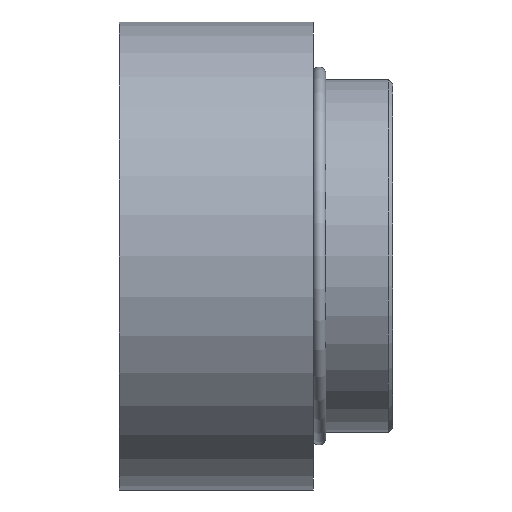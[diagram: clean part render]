
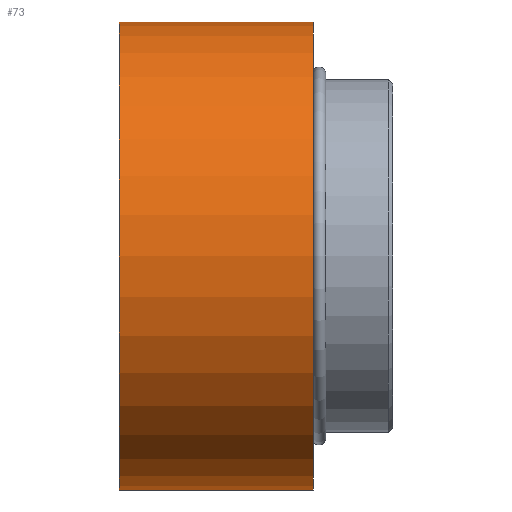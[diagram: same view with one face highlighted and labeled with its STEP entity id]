
A CAD part, left-side view. The second image highlights one B-rep face of the part: STEP entity #73.
In plain terms, the highlighted cylindrical face has radius 26.5 mm (diameter 53 mm), a partial arc.
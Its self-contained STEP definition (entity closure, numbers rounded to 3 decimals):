
#4 = CIRCLE ( 'NONE', #622, 26.5 ) ;
#14 = CIRCLE ( 'NONE', #623, 26.5 ) ;
#23 = EDGE_CURVE ( 'NONE', #131, #134, #361, .T. ) ;
#31 = EDGE_CURVE ( 'NONE', #132, #133, #386, .T. ) ;
#39 = EDGE_CURVE ( 'NONE', #133, #134, #14, .T. ) ;
#51 = EDGE_CURVE ( 'NONE', #132, #131, #4, .T. ) ;
#73 = ADVANCED_FACE ( 'NONE', ( #573 ), #574, .T. ) ;
#131 = VERTEX_POINT ( 'NONE', #230 ) ;
#132 = VERTEX_POINT ( 'NONE', #231 ) ;
#133 = VERTEX_POINT ( 'NONE', #232 ) ;
#134 = VERTEX_POINT ( 'NONE', #233 ) ;
#149 = ORIENTED_EDGE ( 'NONE', *, *, #39, .F. ) ;
#154 = ORIENTED_EDGE ( 'NONE', *, *, #31, .F. ) ;
#155 = ORIENTED_EDGE ( 'NONE', *, *, #51, .T. ) ;
#156 = ORIENTED_EDGE ( 'NONE', *, *, #23, .T. ) ;
#177 = CARTESIAN_POINT ( 'NONE',  ( 0., -10.273, 0. ) ) ;
#178 = DIRECTION ( 'NONE',  ( 0., -1., 0. ) ) ;
#179 = DIRECTION ( 'NONE',  ( 0., 0., -1. ) ) ;
#230 = CARTESIAN_POINT ( 'NONE',  ( 0., 18., -26.5 ) ) ;
#231 = CARTESIAN_POINT ( 'NONE',  ( 0., 18., 26.5 ) ) ;
#232 = CARTESIAN_POINT ( 'NONE',  ( 0., -4., 26.5 ) ) ;
#233 = CARTESIAN_POINT ( 'NONE',  ( 0., -4., -26.5 ) ) ;
#317 = EDGE_LOOP ( 'NONE', ( #154, #155, #156, #149 ) ) ;
#361 = LINE ( 'NONE', #362, #639 ) ;
#362 = CARTESIAN_POINT ( 'NONE',  ( 0., -10.273, -26.5 ) ) ;
#363 = DIRECTION ( 'NONE',  ( 0., -1., 0. ) ) ;
#386 = LINE ( 'NONE', #387, #636 ) ;
#387 = CARTESIAN_POINT ( 'NONE',  ( 0., -10.273, 26.5 ) ) ;
#388 = DIRECTION ( 'NONE',  ( 0., -1., 0. ) ) ;
#409 = CARTESIAN_POINT ( 'NONE',  ( 0., -4., 0. ) ) ;
#410 = DIRECTION ( 'NONE',  ( 0., -1., 0. ) ) ;
#411 = DIRECTION ( 'NONE',  ( 0., 0., -1. ) ) ;
#445 = CARTESIAN_POINT ( 'NONE',  ( 0., 18., 0. ) ) ;
#446 = DIRECTION ( 'NONE',  ( 0., -1., 0. ) ) ;
#447 = DIRECTION ( 'NONE',  ( 0., 0., -1. ) ) ;
#569 = AXIS2_PLACEMENT_3D ( 'NONE', #177, #178, #179 ) ;
#573 = FACE_OUTER_BOUND ( 'NONE', #317, .T. ) ;
#574 = CYLINDRICAL_SURFACE ( 'NONE', #569, 26.5 ) ;
#622 = AXIS2_PLACEMENT_3D ( 'NONE', #445, #446, #447 ) ;
#623 = AXIS2_PLACEMENT_3D ( 'NONE', #409, #410, #411 ) ;
#636 = VECTOR ( 'NONE', #388, 1000. ) ;
#639 = VECTOR ( 'NONE', #363, 1000. ) ;
